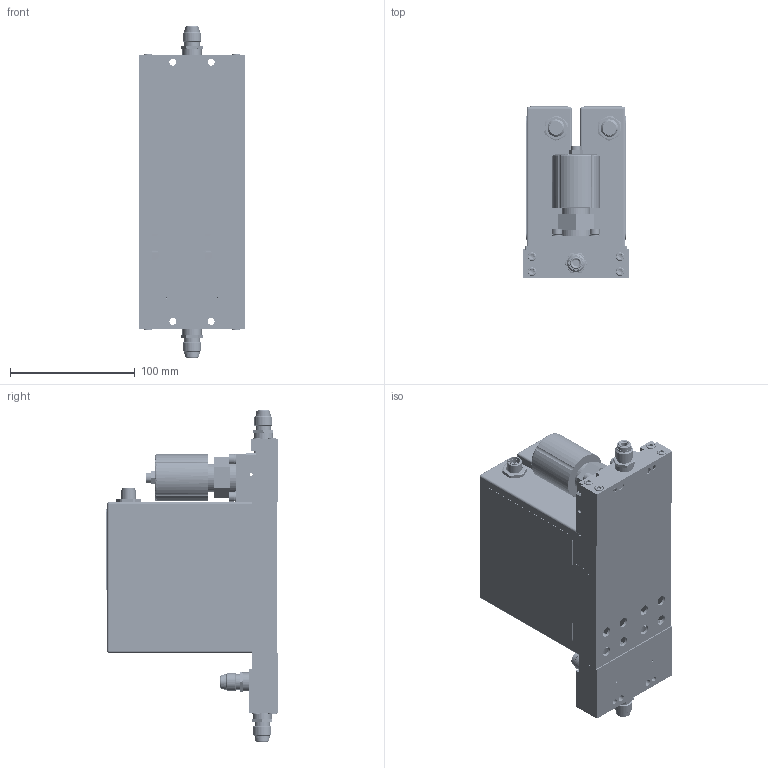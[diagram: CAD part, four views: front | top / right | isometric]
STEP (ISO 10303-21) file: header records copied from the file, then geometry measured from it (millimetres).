
FILE_DESCRIPTION (( 'STEP AP203' ), '1' );
FILE_NAME ('20108519-001_07-10-2025.STEP', '2025-07-10T19:08:56', ( '' ), ( '' ), 'SwSTEP 2.0', 'SolidWorks 2022', '' );
FILE_SCHEMA (( 'CONFIG_CONTROL_DESIGN' ));
Length unit declared in the file: inch
Products named in the file (34): 20108661-001_20108661-001; 20063088-001; 131322-p1_fitting-4vcr; 20106296-001_20106296-001; 160-3965; 129287MOD_BODY_INLET_VCR_DPC; 129475_OUTPUTBDY_WELD_ASM; 20107187-001; 119937-P9_SMALL-SINGLE; 1067557-( )_1067557-001-D-NET-REAR-PPCMA; 129295_INLET_BODY_WELD_DPC_ASM; 1032904_DNET-CONN-NUT; 20061599-001_Piece 1 - Unflattened; 20063848-001; 4-40 Flat Head Phillips_160-6310; 117-9998; 20106569-001; 185-0181; 185-3751; 119453-P3_1K-SCCM-P3; 131072_P3; 20091872-001_20091872-002; 160-0532; 1067554-001; 122676 Cosmetic; 149-3196; 20108519-001_07-10-2025; 1083206-001; 118-3078; 129319_UNIVERSAL_BODY_OUTLET; 149-6981; 149-6680_O-RING_2-007; 129296_INLET_BODY_ASM; 119937 - XXX_P4- Single
Assembly tree (65 placements, depth 4):
  20108519-001_07-10-2025
    129296_INLET_BODY_ASM
      129295_INLET_BODY_WELD_DPC_ASM
        129287MOD_BODY_INLET_VCR_DPC
        131322-p1_fitting-4vcr
      149-6680_O-RING_2-007  x2
      118-3078
      117-9998
      185-0181  x4
      160-3965  x4
    149-6981  x4
    185-3751  x8
    129475_OUTPUTBDY_WELD_ASM
      129319_UNIVERSAL_BODY_OUTLET
      131322-p1_fitting-4vcr  x3
    160-0532  x8
    20108661-001_20108661-001  x2
      119453-P3_1K-SCCM-P3
      4-40 Flat Head Phillips_160-6310
      1067554-001
      1067557-( )_1067557-001-D-NET-REAR-PPCMA
      1032904_DNET-CONN-NUT
      119937-P9_SMALL-SINGLE
      1083206-001
      119937 - XXX_P4- Single
      20063088-001
      20063848-001
      20106569-001
      20107187-001
        20106296-001_20106296-001
        20091872-001_20091872-002
      20061599-001_Piece 1 - Unflattened
    131072_P3  x2
    149-3196  x2
    122676 Cosmetic  x2
Bounding box: 85.52 x 137.96 x 265.61 mm (x, y, z)
Volume: 262395.4 mm3; surface area: 426503.1 mm2
Topology: 71 solids, 118 shells, 6245 faces, 17366 edges, 11509 vertices
Faces by surface type: plane 3464, cylinder 1527, bspline 940, cone 264, torus 42, sphere 8
Entity records: 126007 total; most frequent: CARTESIAN_POINT 48002, ORIENTED_EDGE 15687, DIRECTION 13644, EDGE_CURVE 8286, VERTEX_POINT 5565, VECTOR 5526, LINE 5526, AXIS2_PLACEMENT_3D 4059
